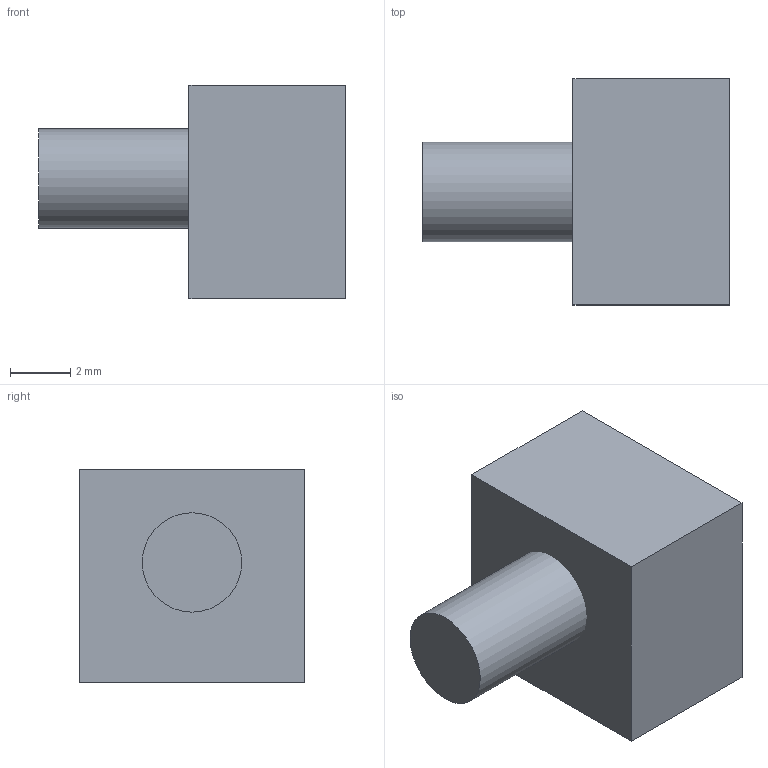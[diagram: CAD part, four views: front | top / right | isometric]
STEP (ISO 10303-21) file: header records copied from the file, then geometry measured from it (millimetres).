
FILE_DESCRIPTION(('FreeCAD Model'),'2;1');
FILE_NAME('Open CASCADE Shape Model','2023-12-11T22:49:43',(''),(''), 'Open CASCADE STEP processor 7.5','FreeCAD','Unknown');
FILE_SCHEMA(('AUTOMOTIVE_DESIGN { 1 0 10303 214 1 1 1 1 }'));
Length unit declared in the file: millimetre
Products named in the file (3): Yuandi_TS_1045AD_A10B3_D2; Cube; Cylinder
Assembly tree (2 placements, depth 2):
  Yuandi_TS_1045AD_A10B3_D2
    Cube
    Cylinder
Bounding box: 10.2 x 7.5 x 7.1 mm (x, y, z)
Volume: 349.6 mm3; surface area: 363.6 mm2
Topology: 2 solids, 2 shells, 9 faces, 15 edges, 10 vertices
Faces by surface type: plane 8, cylinder 1
Full cylindrical faces by diameter (mm): 3.3 x1
Entity records: 486 total; most frequent: DIRECTION 71, CARTESIAN_POINT 67, LINE 41, VECTOR 41, ORIENTED_EDGE 30, PCURVE 30, DEFINITIONAL_REPRESENTATION 30, EDGE_CURVE 15
